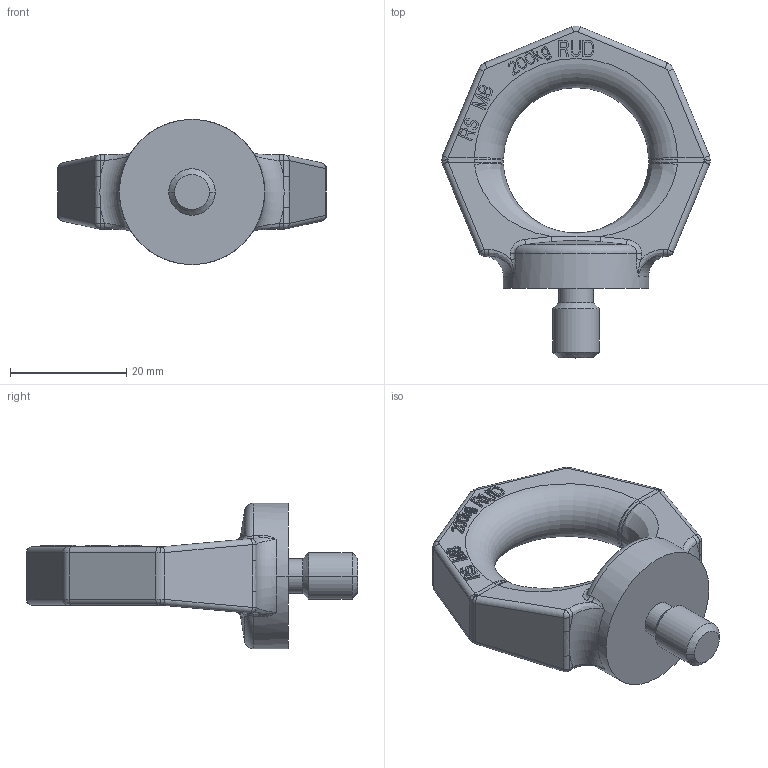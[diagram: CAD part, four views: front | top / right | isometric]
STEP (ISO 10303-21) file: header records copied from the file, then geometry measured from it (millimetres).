
FILE_DESCRIPTION((''),'2;1');
FILE_NAME('001-M31072-X02_ASM','2004-10-07T',('Leichs'),(''),'PRO/ENGINEER BY PARAMETRIC TECHNOLOGY CORPORATION, 2001400','PRO/ENGINEER BY PARAMETRIC TECHNOLOGY CORPORATION, 2001400','');
FILE_SCHEMA(('CONFIG_CONTROL_DESIGN'));
Length unit declared in the file: millimetre
Products named in the file (3): 001-M31072-X02; 001-M31072-Y02; 001-M31072-X02_ASM
Assembly tree (2 placements, depth 2):
  001-M31072-X02_ASM
    001-M31072-X02
    001-M31072-Y02
Bounding box: 46.21 x 57.1 x 25 mm (x, y, z)
Volume: 12985.3 mm3; surface area: 5033.5 mm2
Topology: 2 solids, 2 shells, 584 faces, 1590 edges, 1028 vertices
Faces by surface type: plane 465, bspline 68, cylinder 36, cone 6, torus 5, sphere 4
Entity records: 21014 total; most frequent: CARTESIAN_POINT 6606, ORIENTED_EDGE 3180, DIRECTION 2636, EDGE_CURVE 1590, VECTOR 1346, LINE 1346, VERTEX_POINT 1028, AXIS2_PLACEMENT_3D 645
